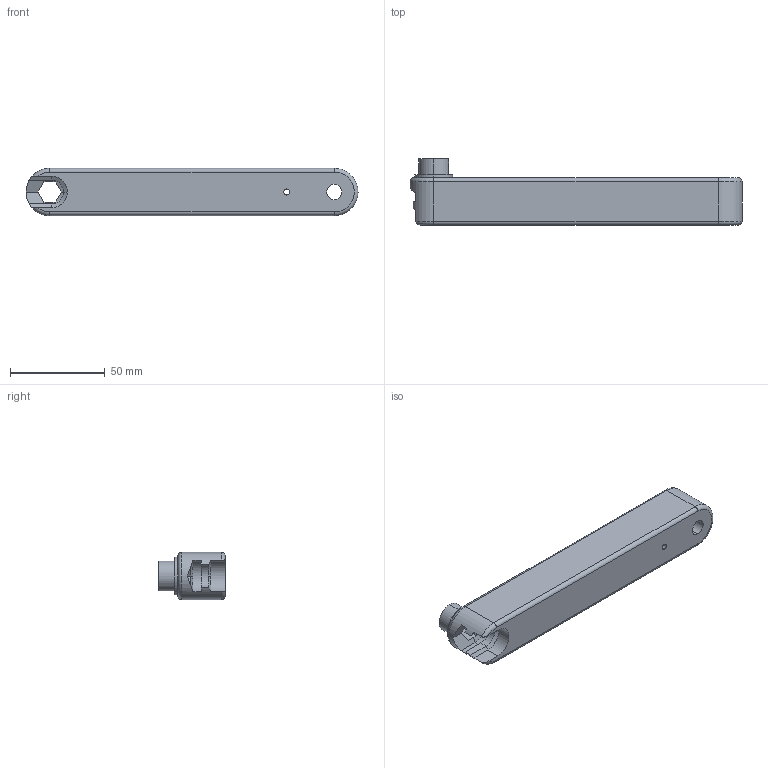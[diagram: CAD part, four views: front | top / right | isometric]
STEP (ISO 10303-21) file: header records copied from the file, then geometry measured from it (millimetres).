
FILE_DESCRIPTION (( 'STEP AP203' ), '1' );
FILE_NAME ('xy ubis mount arm2.STEP', '2017-04-05T17:45:29', ( '' ), ( '' ), 'SwSTEP 2.0', 'SolidWorks 2016', '' );
FILE_SCHEMA (( 'CONFIG_CONTROL_DESIGN' ));
Length unit declared in the file: millimetre
Products named in the file (1): xy ubis mount arm2
Bounding box: 175 x 35 x 25 mm (x, y, z)
Volume: 99050.8 mm3; surface area: 19661.3 mm2
Topology: 1 solids, 1 shells, 52 faces, 128 edges, 80 vertices
Faces by surface type: plane 24, cylinder 19, torus 5, cone 4
Entity records: 1658 total; most frequent: CARTESIAN_POINT 321, DIRECTION 273, ORIENTED_EDGE 256, EDGE_CURVE 128, AXIS2_PLACEMENT_3D 102, VERTEX_POINT 80, LINE 69, VECTOR 69
